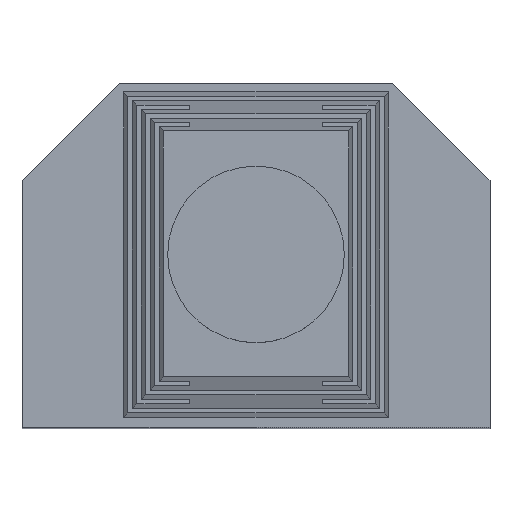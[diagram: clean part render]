
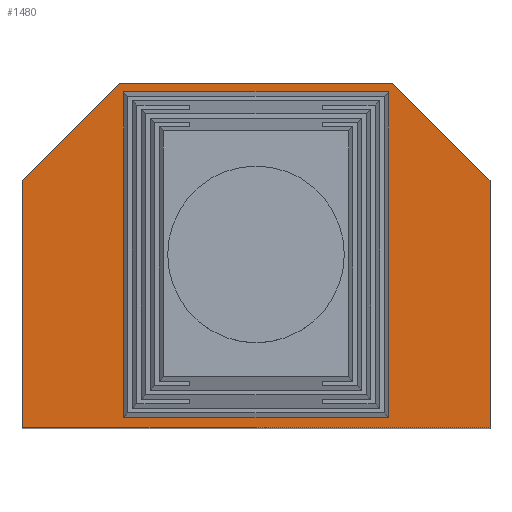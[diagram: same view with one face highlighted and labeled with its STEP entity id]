
A CAD part, top view. The second image highlights one B-rep face of the part: STEP entity #1480.
In plain terms, the highlighted planar face has unit normal (0, 0, 1).
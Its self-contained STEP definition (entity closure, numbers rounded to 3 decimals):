
#148=LINE('',#2293,#336);
#158=LINE('',#2308,#346);
#164=LINE('',#2319,#352);
#165=LINE('',#2327,#353);
#166=LINE('',#2329,#354);
#167=LINE('',#2331,#355);
#168=LINE('',#2333,#356);
#169=LINE('',#2335,#357);
#170=LINE('',#2336,#358);
#171=LINE('',#2337,#359);
#336=VECTOR('',#1861,1000.);
#346=VECTOR('',#1877,1000.);
#352=VECTOR('',#1893,1000.);
#353=VECTOR('',#1904,1000.);
#354=VECTOR('',#1905,1000.);
#355=VECTOR('',#1906,1000.);
#356=VECTOR('',#1907,1000.);
#357=VECTOR('',#1908,1000.);
#358=VECTOR('',#1909,1000.);
#359=VECTOR('',#1910,1000.);
#408=FACE_BOUND('',#555,.T.);
#469=FACE_OUTER_BOUND('',#554,.T.);
#554=EDGE_LOOP('',(#1221,#1222,#1223,#1224,#1225,#1226));
#555=EDGE_LOOP('',(#1227,#1228,#1229,#1230));
#707=VERTEX_POINT('',#2289);
#708=VERTEX_POINT('',#2291);
#709=VERTEX_POINT('',#2305);
#710=VERTEX_POINT('',#2307);
#711=VERTEX_POINT('',#2325);
#712=VERTEX_POINT('',#2326);
#713=VERTEX_POINT('',#2328);
#714=VERTEX_POINT('',#2330);
#715=VERTEX_POINT('',#2332);
#716=VERTEX_POINT('',#2334);
#883=EDGE_CURVE('',#708,#707,#148,.T.);
#893=EDGE_CURVE('',#709,#710,#158,.T.);
#899=EDGE_CURVE('',#707,#709,#164,.T.);
#900=EDGE_CURVE('',#711,#712,#165,.T.);
#901=EDGE_CURVE('',#711,#713,#166,.T.);
#902=EDGE_CURVE('',#714,#713,#167,.T.);
#903=EDGE_CURVE('',#715,#714,#168,.T.);
#904=EDGE_CURVE('',#715,#716,#169,.T.);
#905=EDGE_CURVE('',#716,#712,#170,.T.);
#906=EDGE_CURVE('',#710,#708,#171,.T.);
#1221=ORIENTED_EDGE('',*,*,#900,.F.);
#1222=ORIENTED_EDGE('',*,*,#901,.T.);
#1223=ORIENTED_EDGE('',*,*,#902,.F.);
#1224=ORIENTED_EDGE('',*,*,#903,.F.);
#1225=ORIENTED_EDGE('',*,*,#904,.T.);
#1226=ORIENTED_EDGE('',*,*,#905,.T.);
#1227=ORIENTED_EDGE('',*,*,#893,.F.);
#1228=ORIENTED_EDGE('',*,*,#899,.F.);
#1229=ORIENTED_EDGE('',*,*,#883,.F.);
#1230=ORIENTED_EDGE('',*,*,#906,.F.);
#1405=PLANE('',#1597);
#1480=ADVANCED_FACE('',(#469,#408),#1405,.T.);
#1597=AXIS2_PLACEMENT_3D('',#2324,#1902,#1903);
#1861=DIRECTION('',(1.,0.,0.));
#1877=DIRECTION('',(-1.,0.,0.));
#1893=DIRECTION('',(0.,1.,0.));
#1902=DIRECTION('center_axis',(0.,0.,1.));
#1903=DIRECTION('ref_axis',(1.,0.,0.));
#1904=DIRECTION('',(0.,-1.,0.));
#1905=DIRECTION('',(-0.707,0.707,0.));
#1906=DIRECTION('',(1.,0.,0.));
#1907=DIRECTION('',(0.707,0.707,0.));
#1908=DIRECTION('',(0.,-1.,0.));
#1909=DIRECTION('',(1.,0.,0.));
#1910=DIRECTION('',(0.,-1.,0.));
#2289=CARTESIAN_POINT('',(6.4,-2.772,24.5));
#2291=CARTESIAN_POINT('',(0.4,-2.772,24.5));
#2293=CARTESIAN_POINT('',(6.4,-2.772,24.5));
#2305=CARTESIAN_POINT('',(6.4,4.6,24.5));
#2307=CARTESIAN_POINT('',(0.4,4.6,24.5));
#2308=CARTESIAN_POINT('',(6.4,4.6,24.5));
#2319=CARTESIAN_POINT('',(6.4,4.6,24.5));
#2324=CARTESIAN_POINT('Origin',(0.,0.,24.5));
#2325=CARTESIAN_POINT('',(8.7,2.6,24.5));
#2326=CARTESIAN_POINT('',(8.7,-3.,24.5));
#2327=CARTESIAN_POINT('',(8.7,0.,24.5));
#2328=CARTESIAN_POINT('',(6.5,4.8,24.5));
#2329=CARTESIAN_POINT('',(5.65,5.65,24.5));
#2330=CARTESIAN_POINT('',(0.3,4.8,24.5));
#2331=CARTESIAN_POINT('',(0.,4.8,24.5));
#2332=CARTESIAN_POINT('',(-1.9,2.6,24.5));
#2333=CARTESIAN_POINT('',(-2.25,2.25,24.5));
#2334=CARTESIAN_POINT('',(-1.9,-3.,24.5));
#2335=CARTESIAN_POINT('',(-1.9,0.,24.5));
#2336=CARTESIAN_POINT('',(0.,-3.,24.5));
#2337=CARTESIAN_POINT('',(0.4,4.6,24.5));
